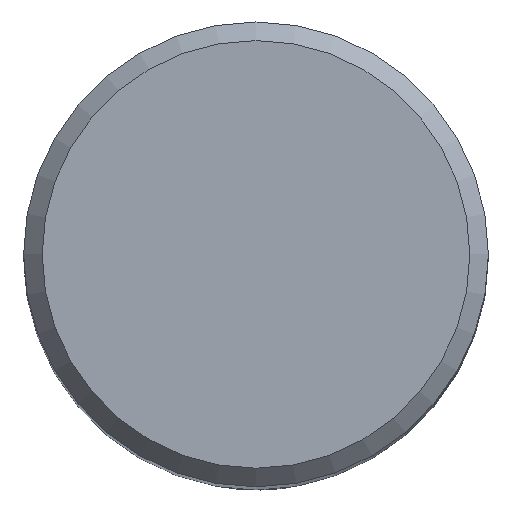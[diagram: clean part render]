
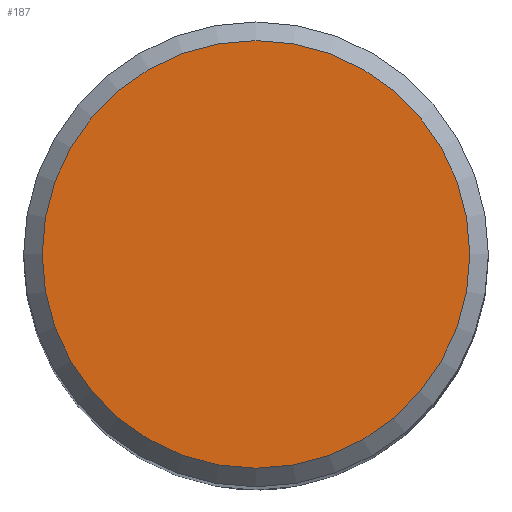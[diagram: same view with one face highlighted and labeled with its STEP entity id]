
A CAD part, top view. The second image highlights one B-rep face of the part: STEP entity #187.
In plain terms, the highlighted planar face has unit normal (0, 0, 1).
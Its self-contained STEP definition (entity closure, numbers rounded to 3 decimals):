
#187=ADVANCED_FACE('CU_SU3',(#198),#196,.F.);
#196=PLANE('',#490);
#198=FACE_OUTER_BOUND('',#242,.T.);
#242=EDGE_LOOP('',(#290));
#290=ORIENTED_EDGE('',*,*,#342,.F.);
#317=VERTEX_POINT('',#695);
#342=EDGE_CURVE('',#317,#317,#366,.T.);
#366=CIRCLE('',#489,11.5);
#489=AXIS2_PLACEMENT_3D('',#694,#598,#599);
#490=AXIS2_PLACEMENT_3D('',#696,#600,#601);
#598=DIRECTION('',(0.,0.,-1.));
#599=DIRECTION('',(-1.,0.,0.));
#600=DIRECTION('',(0.,0.,-1.));
#601=DIRECTION('',(-1.,0.,0.));
#694=CARTESIAN_POINT('',(0.,0.,0.));
#695=CARTESIAN_POINT('',(-11.5,0.,0.));
#696=CARTESIAN_POINT('',(0.,0.,0.));
